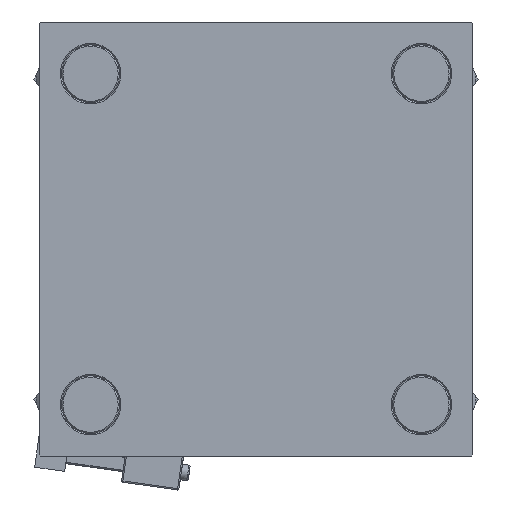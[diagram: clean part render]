
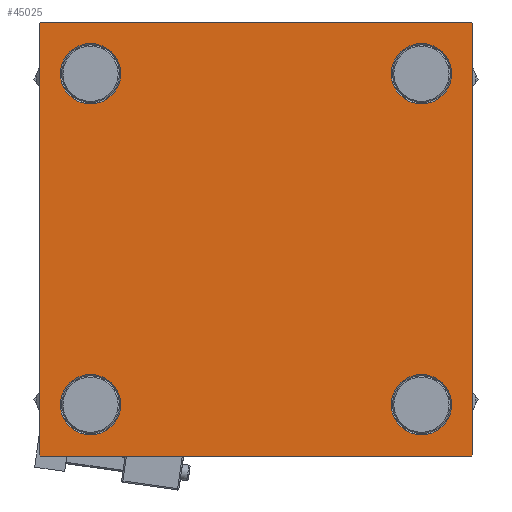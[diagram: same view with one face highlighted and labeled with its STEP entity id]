
A CAD part, left-side view. The second image highlights one B-rep face of the part: STEP entity #45025.
In plain terms, the highlighted planar face has unit normal (-1, 0, 0).
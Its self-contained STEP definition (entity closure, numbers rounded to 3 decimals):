
#313 = VERTEX_POINT ( 'NONE', #40149 ) ;
#547 = CARTESIAN_POINT ( 'NONE',  ( 0., 62.95, 51.45 ) ) ;
#814 = DIRECTION ( 'NONE',  ( 0., 0., -1. ) ) ;
#859 = ORIENTED_EDGE ( 'NONE', *, *, #33112, .T. ) ;
#1408 = ORIENTED_EDGE ( 'NONE', *, *, #37694, .F. ) ;
#1577 = DIRECTION ( 'NONE',  ( 1., 0., 0. ) ) ;
#1681 = ORIENTED_EDGE ( 'NONE', *, *, #44789, .T. ) ;
#1863 = VERTEX_POINT ( 'NONE', #19253 ) ;
#1921 = CARTESIAN_POINT ( 'NONE',  ( 0., 62.95, 62.95 ) ) ;
#2451 = ORIENTED_EDGE ( 'NONE', *, *, #27289, .T. ) ;
#3993 = DIRECTION ( 'NONE',  ( 0., -0.707, -0.707 ) ) ;
#4705 = VECTOR ( 'NONE', #29453, 1000. ) ;
#5317 = CARTESIAN_POINT ( 'NONE',  ( 0., 82.5, 82. ) ) ;
#5425 = EDGE_CURVE ( 'NONE', #31869, #49289, #29654, .T. ) ;
#5909 = DIRECTION ( 'NONE',  ( 1., 0., 0. ) ) ;
#5934 = EDGE_CURVE ( 'NONE', #49289, #31869, #48404, .T. ) ;
#6307 = CARTESIAN_POINT ( 'NONE',  ( 0., -82.5, -82. ) ) ;
#6475 = ORIENTED_EDGE ( 'NONE', *, *, #37675, .T. ) ;
#6536 = EDGE_LOOP ( 'NONE', ( #29890, #52540 ) ) ;
#6812 = EDGE_CURVE ( 'NONE', #29676, #35201, #11895, .T. ) ;
#6919 = VERTEX_POINT ( 'NONE', #51431 ) ;
#7038 = CARTESIAN_POINT ( 'NONE',  ( 0., -82., -82.5 ) ) ;
#7349 = ORIENTED_EDGE ( 'NONE', *, *, #15819, .T. ) ;
#7762 = LINE ( 'NONE', #20265, #22297 ) ;
#8006 = LINE ( 'NONE', #16751, #38612 ) ;
#9410 = EDGE_LOOP ( 'NONE', ( #1681, #20845, #859, #15263, #48205, #14205, #1408, #31177 ) ) ;
#10611 = EDGE_CURVE ( 'NONE', #33904, #19833, #7762, .T. ) ;
#11006 = VECTOR ( 'NONE', #24405, 1000. ) ;
#11732 = EDGE_CURVE ( 'NONE', #33101, #6919, #15948, .T. ) ;
#11851 = AXIS2_PLACEMENT_3D ( 'NONE', #25354, #17350, #24591 ) ;
#11895 = LINE ( 'NONE', #41150, #11006 ) ;
#11940 = FACE_BOUND ( 'NONE', #6536, .T. ) ;
#12269 = DIRECTION ( 'NONE',  ( 0., -0.707, 0.707 ) ) ;
#12874 = EDGE_CURVE ( 'NONE', #14990, #41287, #17246, .T. ) ;
#13003 = AXIS2_PLACEMENT_3D ( 'NONE', #32912, #45157, #49159 ) ;
#14205 = ORIENTED_EDGE ( 'NONE', *, *, #6812, .T. ) ;
#14990 = VERTEX_POINT ( 'NONE', #33871 ) ;
#15263 = ORIENTED_EDGE ( 'NONE', *, *, #10611, .T. ) ;
#15417 = AXIS2_PLACEMENT_3D ( 'NONE', #45742, #1577, #38027 ) ;
#15670 = CARTESIAN_POINT ( 'NONE',  ( 0., 82.25, 82.25 ) ) ;
#15819 = EDGE_CURVE ( 'NONE', #41287, #14990, #20793, .T. ) ;
#15837 = DIRECTION ( 'NONE',  ( 0., 0., 1. ) ) ;
#15948 = LINE ( 'NONE', #40965, #43604 ) ;
#16441 = CARTESIAN_POINT ( 'NONE',  ( 0., -62.95, -74.45 ) ) ;
#16579 = DIRECTION ( 'NONE',  ( 0., 0., 1. ) ) ;
#16751 = CARTESIAN_POINT ( 'NONE',  ( 0., 82.5, 82.5 ) ) ;
#17246 = CIRCLE ( 'NONE', #13003, 11.5 ) ;
#17350 = DIRECTION ( 'NONE',  ( 1., 0., 0. ) ) ;
#17454 = LINE ( 'NONE', #37185, #4705 ) ;
#19253 = CARTESIAN_POINT ( 'NONE',  ( 0., 62.95, 74.45 ) ) ;
#19368 = CIRCLE ( 'NONE', #30443, 11.5 ) ;
#19569 = EDGE_LOOP ( 'NONE', ( #7349, #40821 ) ) ;
#19588 = EDGE_CURVE ( 'NONE', #28835, #1863, #32004, .T. ) ;
#19630 = CIRCLE ( 'NONE', #15417, 11.5 ) ;
#19833 = VERTEX_POINT ( 'NONE', #6307 ) ;
#20015 = AXIS2_PLACEMENT_3D ( 'NONE', #48056, #23582, #15837 ) ;
#20265 = CARTESIAN_POINT ( 'NONE',  ( 0., -82.25, -82.25 ) ) ;
#20436 = FACE_BOUND ( 'NONE', #23296, .T. ) ;
#20594 = DIRECTION ( 'NONE',  ( 1., 0., 0. ) ) ;
#20742 = AXIS2_PLACEMENT_3D ( 'NONE', #29201, #32160, #32942 ) ;
#20793 = CIRCLE ( 'NONE', #27590, 11.5 ) ;
#20845 = ORIENTED_EDGE ( 'NONE', *, *, #11732, .T. ) ;
#21815 = EDGE_CURVE ( 'NONE', #313, #28784, #43127, .T. ) ;
#22164 = CARTESIAN_POINT ( 'NONE',  ( 0., -82.5, 82. ) ) ;
#22297 = VECTOR ( 'NONE', #12269, 1000. ) ;
#23021 = ORIENTED_EDGE ( 'NONE', *, *, #47829, .T. ) ;
#23102 = DIRECTION ( 'NONE',  ( 0., 0., 1. ) ) ;
#23239 = CARTESIAN_POINT ( 'NONE',  ( 0., -62.95, -51.45 ) ) ;
#23296 = EDGE_LOOP ( 'NONE', ( #2451, #46869 ) ) ;
#23333 = EDGE_LOOP ( 'NONE', ( #23021, #6475 ) ) ;
#23582 = DIRECTION ( 'NONE',  ( 1., 0., 0. ) ) ;
#24405 = DIRECTION ( 'NONE',  ( 0., 0.707, 0.707 ) ) ;
#24591 = DIRECTION ( 'NONE',  ( 0., 0., 1. ) ) ;
#25354 = CARTESIAN_POINT ( 'NONE',  ( 0., -62.95, 62.95 ) ) ;
#27289 = EDGE_CURVE ( 'NONE', #1863, #28835, #19368, .T. ) ;
#27590 = AXIS2_PLACEMENT_3D ( 'NONE', #31859, #35052, #23102 ) ;
#28038 = CARTESIAN_POINT ( 'NONE',  ( 0., 82.5, -82.5 ) ) ;
#28784 = VERTEX_POINT ( 'NONE', #5317 ) ;
#28835 = VERTEX_POINT ( 'NONE', #547 ) ;
#29201 = CARTESIAN_POINT ( 'NONE',  ( 0., 0., 0. ) ) ;
#29453 = DIRECTION ( 'NONE',  ( 0., 0., -1. ) ) ;
#29654 = CIRCLE ( 'NONE', #36457, 11.5 ) ;
#29676 = VERTEX_POINT ( 'NONE', #22164 ) ;
#29890 = ORIENTED_EDGE ( 'NONE', *, *, #5934, .T. ) ;
#30443 = AXIS2_PLACEMENT_3D ( 'NONE', #40581, #20594, #16579 ) ;
#30669 = VECTOR ( 'NONE', #48548, 1000. ) ;
#31177 = ORIENTED_EDGE ( 'NONE', *, *, #21815, .T. ) ;
#31859 = CARTESIAN_POINT ( 'NONE',  ( 0., 62.95, -62.95 ) ) ;
#31869 = VERTEX_POINT ( 'NONE', #32791 ) ;
#32004 = CIRCLE ( 'NONE', #32832, 11.5 ) ;
#32160 = DIRECTION ( 'NONE',  ( -1., 0., 0. ) ) ;
#32236 = CARTESIAN_POINT ( 'NONE',  ( 0., -62.95, 62.95 ) ) ;
#32791 = CARTESIAN_POINT ( 'NONE',  ( 0., -62.95, 51.45 ) ) ;
#32832 = AXIS2_PLACEMENT_3D ( 'NONE', #1921, #5909, #42368 ) ;
#32912 = CARTESIAN_POINT ( 'NONE',  ( 0., 62.95, -62.95 ) ) ;
#32942 = DIRECTION ( 'NONE',  ( 0., 0., 1. ) ) ;
#33101 = VERTEX_POINT ( 'NONE', #51994 ) ;
#33112 = EDGE_CURVE ( 'NONE', #6919, #33904, #42056, .T. ) ;
#33487 = LINE ( 'NONE', #49742, #45168 ) ;
#33871 = CARTESIAN_POINT ( 'NONE',  ( 0., 62.95, -74.45 ) ) ;
#33904 = VERTEX_POINT ( 'NONE', #7038 ) ;
#34315 = CARTESIAN_POINT ( 'NONE',  ( 0., -62.95, 74.45 ) ) ;
#35052 = DIRECTION ( 'NONE',  ( 1., 0., 0. ) ) ;
#35201 = VERTEX_POINT ( 'NONE', #43331 ) ;
#36457 = AXIS2_PLACEMENT_3D ( 'NONE', #32236, #48484, #44486 ) ;
#37082 = VERTEX_POINT ( 'NONE', #23239 ) ;
#37185 = CARTESIAN_POINT ( 'NONE',  ( 0., -82.5, 82.5 ) ) ;
#37675 = EDGE_CURVE ( 'NONE', #49395, #37082, #19630, .T. ) ;
#37694 = EDGE_CURVE ( 'NONE', #313, #35201, #33487, .T. ) ;
#38027 = DIRECTION ( 'NONE',  ( 0., 0., 1. ) ) ;
#38285 = DIRECTION ( 'NONE',  ( 0., -1., 0. ) ) ;
#38612 = VECTOR ( 'NONE', #814, 1000. ) ;
#40149 = CARTESIAN_POINT ( 'NONE',  ( 0., 82., 82.5 ) ) ;
#40581 = CARTESIAN_POINT ( 'NONE',  ( 0., 62.95, 62.95 ) ) ;
#40688 = FACE_OUTER_BOUND ( 'NONE', #9410, .T. ) ;
#40821 = ORIENTED_EDGE ( 'NONE', *, *, #12874, .T. ) ;
#40965 = CARTESIAN_POINT ( 'NONE',  ( 0., 82.25, -82.25 ) ) ;
#41150 = CARTESIAN_POINT ( 'NONE',  ( 0., -82.25, 82.25 ) ) ;
#41287 = VERTEX_POINT ( 'NONE', #43430 ) ;
#42056 = LINE ( 'NONE', #28038, #30669 ) ;
#42368 = DIRECTION ( 'NONE',  ( 0., 0., 1. ) ) ;
#42979 = CIRCLE ( 'NONE', #20015, 11.5 ) ;
#43127 = LINE ( 'NONE', #15670, #48243 ) ;
#43331 = CARTESIAN_POINT ( 'NONE',  ( 0., -82., 82.5 ) ) ;
#43430 = CARTESIAN_POINT ( 'NONE',  ( 0., 62.95, -51.45 ) ) ;
#43604 = VECTOR ( 'NONE', #3993, 1000. ) ;
#44416 = FACE_BOUND ( 'NONE', #19569, .T. ) ;
#44486 = DIRECTION ( 'NONE',  ( 0., 0., 1. ) ) ;
#44789 = EDGE_CURVE ( 'NONE', #28784, #33101, #8006, .T. ) ;
#45025 = ADVANCED_FACE ( 'NONE', ( #11940, #49441, #44416, #20436, #40688 ), #49188, .T. ) ;
#45157 = DIRECTION ( 'NONE',  ( 1., 0., 0. ) ) ;
#45168 = VECTOR ( 'NONE', #38285, 1000. ) ;
#45742 = CARTESIAN_POINT ( 'NONE',  ( 0., -62.95, -62.95 ) ) ;
#46869 = ORIENTED_EDGE ( 'NONE', *, *, #19588, .T. ) ;
#47544 = EDGE_CURVE ( 'NONE', #29676, #19833, #17454, .T. ) ;
#47633 = DIRECTION ( 'NONE',  ( 0., 0.707, -0.707 ) ) ;
#47829 = EDGE_CURVE ( 'NONE', #37082, #49395, #42979, .T. ) ;
#48056 = CARTESIAN_POINT ( 'NONE',  ( 0., -62.95, -62.95 ) ) ;
#48205 = ORIENTED_EDGE ( 'NONE', *, *, #47544, .F. ) ;
#48243 = VECTOR ( 'NONE', #47633, 1000. ) ;
#48404 = CIRCLE ( 'NONE', #11851, 11.5 ) ;
#48484 = DIRECTION ( 'NONE',  ( 1., 0., 0. ) ) ;
#48548 = DIRECTION ( 'NONE',  ( 0., -1., 0. ) ) ;
#49159 = DIRECTION ( 'NONE',  ( 0., 0., 1. ) ) ;
#49188 = PLANE ( 'NONE',  #20742 ) ;
#49289 = VERTEX_POINT ( 'NONE', #34315 ) ;
#49395 = VERTEX_POINT ( 'NONE', #16441 ) ;
#49441 = FACE_BOUND ( 'NONE', #23333, .T. ) ;
#49742 = CARTESIAN_POINT ( 'NONE',  ( 0., 82.5, 82.5 ) ) ;
#51431 = CARTESIAN_POINT ( 'NONE',  ( 0., 82., -82.5 ) ) ;
#51994 = CARTESIAN_POINT ( 'NONE',  ( 0., 82.5, -82. ) ) ;
#52540 = ORIENTED_EDGE ( 'NONE', *, *, #5425, .T. ) ;
